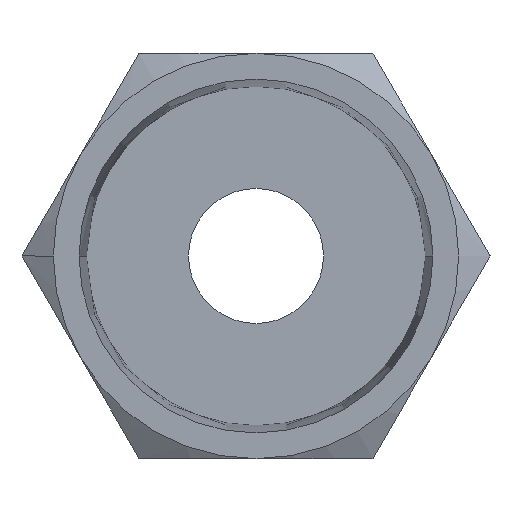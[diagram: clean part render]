
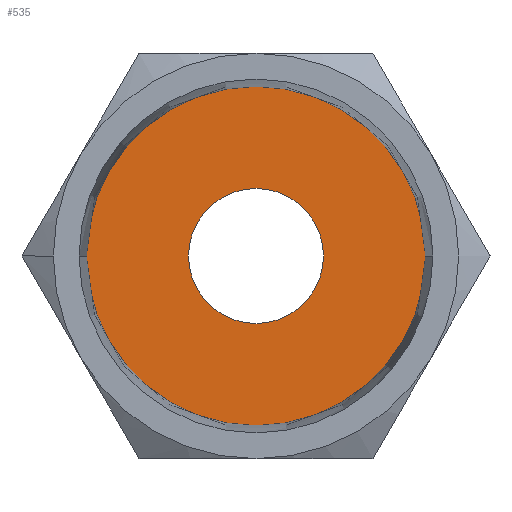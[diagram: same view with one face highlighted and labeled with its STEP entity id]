
A CAD part, front view. The second image highlights one B-rep face of the part: STEP entity #535.
In plain terms, the highlighted planar face has unit normal (0, -1, 0).
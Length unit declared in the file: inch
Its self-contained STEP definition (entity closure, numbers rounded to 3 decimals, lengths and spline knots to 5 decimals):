
#59 = DIRECTION ( 'NONE',  ( 0., 1., 0. ) ) ;
#65 = CARTESIAN_POINT ( 'NONE',  ( 0.39527, -0.07874, 0. ) ) ;
#98 = DIRECTION ( 'NONE',  ( 1., 0., 0. ) ) ;
#203 = VERTEX_POINT ( 'NONE', #489 ) ;
#369 = VERTEX_POINT ( 'NONE', #1071 ) ;
#378 = FACE_BOUND ( 'NONE', #1706, .T. ) ;
#392 = CIRCLE ( 'NONE', #551, 0.15748 ) ;
#427 = DIRECTION ( 'NONE',  ( 1., 0., 0. ) ) ;
#457 = CARTESIAN_POINT ( 'NONE',  ( 0., -0.07874, 0. ) ) ;
#489 = CARTESIAN_POINT ( 'NONE',  ( -0.39527, -0.07874, 0. ) ) ;
#531 = VERTEX_POINT ( 'NONE', #1444 ) ;
#535 = ADVANCED_FACE ( 'NONE', ( #378, #2046 ), #1474, .T. ) ;
#551 = AXIS2_PLACEMENT_3D ( 'NONE', #1933, #59, #2251 ) ;
#632 = EDGE_CURVE ( 'NONE', #203, #2822, #2805, .T. ) ;
#694 = AXIS2_PLACEMENT_3D ( 'NONE', #1260, #1236, #1217 ) ;
#856 = DIRECTION ( 'NONE',  ( 0., -1., 0. ) ) ;
#1071 = CARTESIAN_POINT ( 'NONE',  ( -0.15748, -0.07874, 0. ) ) ;
#1130 = EDGE_LOOP ( 'NONE', ( #1508, #2140 ) ) ;
#1192 = AXIS2_PLACEMENT_3D ( 'NONE', #3747, #1964, #98 ) ;
#1217 = DIRECTION ( 'NONE',  ( 0., 0., -1. ) ) ;
#1236 = DIRECTION ( 'NONE',  ( 0., -1., 0. ) ) ;
#1260 = CARTESIAN_POINT ( 'NONE',  ( 0.27638, -0.07874, 0. ) ) ;
#1444 = CARTESIAN_POINT ( 'NONE',  ( 0.15748, -0.07874, 0. ) ) ;
#1474 = PLANE ( 'NONE',  #694 ) ;
#1508 = ORIENTED_EDGE ( 'NONE', *, *, #1595, .T. ) ;
#1595 = EDGE_CURVE ( 'NONE', #2822, #203, #1996, .T. ) ;
#1706 = EDGE_LOOP ( 'NONE', ( #2078, #2056 ) ) ;
#1840 = AXIS2_PLACEMENT_3D ( 'NONE', #457, #2798, #427 ) ;
#1933 = CARTESIAN_POINT ( 'NONE',  ( 0., -0.07874, 0. ) ) ;
#1964 = DIRECTION ( 'NONE',  ( 0., 1., 0. ) ) ;
#1996 = CIRCLE ( 'NONE', #2216, 0.39527 ) ;
#2046 = FACE_OUTER_BOUND ( 'NONE', #1130, .T. ) ;
#2056 = ORIENTED_EDGE ( 'NONE', *, *, #3570, .T. ) ;
#2078 = ORIENTED_EDGE ( 'NONE', *, *, #2894, .T. ) ;
#2140 = ORIENTED_EDGE ( 'NONE', *, *, #632, .T. ) ;
#2216 = AXIS2_PLACEMENT_3D ( 'NONE', #2705, #856, #3004 ) ;
#2251 = DIRECTION ( 'NONE',  ( 1., 0., 0. ) ) ;
#2705 = CARTESIAN_POINT ( 'NONE',  ( 0., -0.07874, 0. ) ) ;
#2798 = DIRECTION ( 'NONE',  ( 0., -1., 0. ) ) ;
#2805 = CIRCLE ( 'NONE', #1840, 0.39527 ) ;
#2822 = VERTEX_POINT ( 'NONE', #65 ) ;
#2894 = EDGE_CURVE ( 'NONE', #531, #369, #3502, .T. ) ;
#3004 = DIRECTION ( 'NONE',  ( 1., 0., 0. ) ) ;
#3502 = CIRCLE ( 'NONE', #1192, 0.15748 ) ;
#3570 = EDGE_CURVE ( 'NONE', #369, #531, #392, .T. ) ;
#3747 = CARTESIAN_POINT ( 'NONE',  ( 0., -0.07874, 0. ) ) ;
